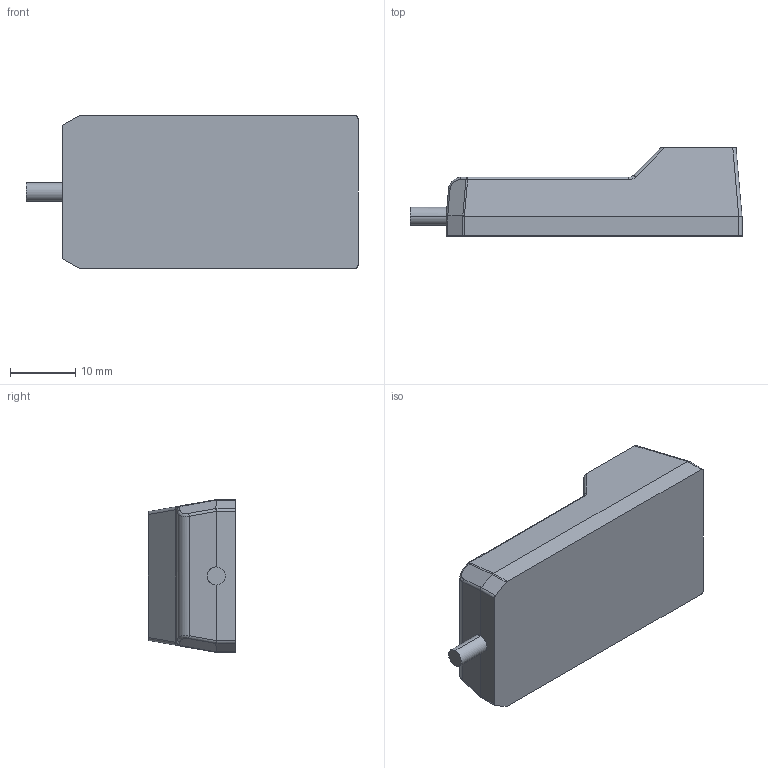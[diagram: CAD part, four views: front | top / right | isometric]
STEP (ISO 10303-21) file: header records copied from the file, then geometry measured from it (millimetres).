
FILE_DESCRIPTION((''),'2;1');
FILE_NAME('FLY-SKY_RECEIVER','2014-11-20T',('vnguye01'),('Harris Corporation'),'PRO/ENGINEER BY PARAMETRIC TECHNOLOGY CORPORATION, 2014000','PRO/ENGINEER BY PARAMETRIC TECHNOLOGY CORPORATION, 2014000','');
FILE_SCHEMA(('CONFIG_CONTROL_DESIGN'));
Length unit declared in the file: millimetre
Products named in the file (1): FLY-SKY_RECEIVER
Bounding box: 51.05 x 13.5 x 23.5 mm (x, y, z)
Volume: 9676.5 mm3; surface area: 4144.8 mm2
Topology: 1 solids, 1 shells, 157 faces, 401 edges, 290 vertices
Faces by surface type: plane 127, cylinder 24, bspline 4, sphere 2
Entity records: 7495 total; most frequent: CARTESIAN_POINT 1080, ORIENTED_EDGE 758, DIRECTION 703, PRESENTATION_STYLE_ASSIGNMENT 517, STYLED_ITEM 409, CURVE_STYLE 402, EDGE_CURVE 379, VECTOR 349
